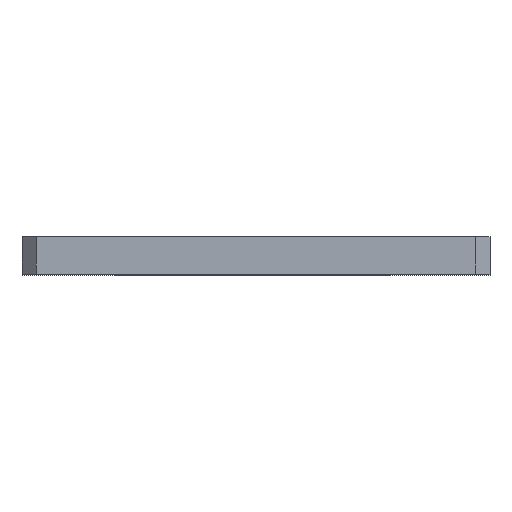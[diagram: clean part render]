
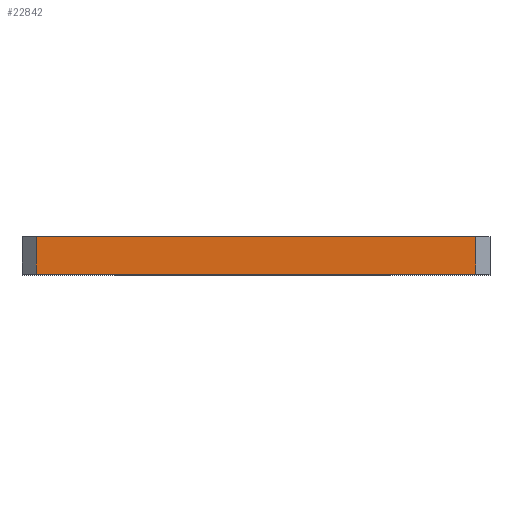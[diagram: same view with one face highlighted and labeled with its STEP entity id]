
A CAD part, top view. The second image highlights one B-rep face of the part: STEP entity #22842.
In plain terms, the highlighted planar face has unit normal (0, 0, 1).
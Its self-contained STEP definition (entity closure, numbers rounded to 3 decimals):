
#361=FACE_OUTER_BOUND('',#1691,.T.);
#1691=EDGE_LOOP('',(#15048,#15049,#15050,#15051));
#3269=LINE('',#31274,#6450);
#3270=LINE('',#31277,#6451);
#3271=LINE('',#31279,#6452);
#3272=LINE('',#31280,#6453);
#6450=VECTOR('',#25491,10.);
#6451=VECTOR('',#25494,10.);
#6452=VECTOR('',#25495,10.);
#6453=VECTOR('',#25496,10.);
#9628=VERTEX_POINT('',#31267);
#9631=VERTEX_POINT('',#31272);
#9632=VERTEX_POINT('',#31276);
#9633=VERTEX_POINT('',#31278);
#11798=EDGE_CURVE('',#9631,#9628,#3269,.T.);
#11799=EDGE_CURVE('',#9632,#9631,#3270,.T.);
#11800=EDGE_CURVE('',#9633,#9632,#3271,.T.);
#11801=EDGE_CURVE('',#9628,#9633,#3272,.T.);
#15048=ORIENTED_EDGE('',*,*,#11798,.F.);
#15049=ORIENTED_EDGE('',*,*,#11799,.F.);
#15050=ORIENTED_EDGE('',*,*,#11800,.F.);
#15051=ORIENTED_EDGE('',*,*,#11801,.F.);
#21543=PLANE('',#24186);
#22842=ADVANCED_FACE('',(#361),#21543,.T.);
#24186=AXIS2_PLACEMENT_3D('',#31275,#25492,#25493);
#25491=DIRECTION('',(0.,1.,0.));
#25492=DIRECTION('center_axis',(0.,0.,1.));
#25493=DIRECTION('ref_axis',(1.,0.,0.));
#25494=DIRECTION('',(-1.,0.,0.));
#25495=DIRECTION('',(0.,-1.,0.));
#25496=DIRECTION('',(1.,0.,0.));
#31267=CARTESIAN_POINT('',(3.,8.,150.));
#31272=CARTESIAN_POINT('',(3.,0.,150.));
#31274=CARTESIAN_POINT('',(3.,0.,150.));
#31275=CARTESIAN_POINT('Origin',(0.,0.,150.));
#31276=CARTESIAN_POINT('',(97.,0.,150.));
#31277=CARTESIAN_POINT('',(100.,0.,150.));
#31278=CARTESIAN_POINT('',(97.,8.,150.));
#31279=CARTESIAN_POINT('',(97.,0.,150.));
#31280=CARTESIAN_POINT('',(100.,8.,150.));
